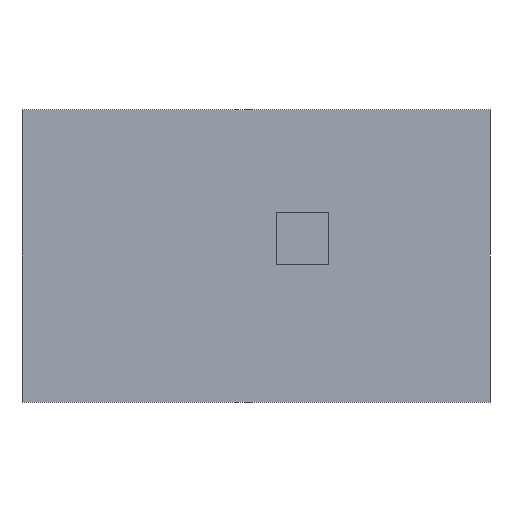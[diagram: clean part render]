
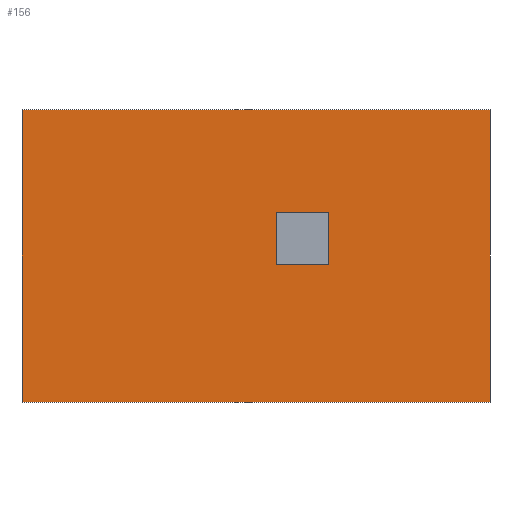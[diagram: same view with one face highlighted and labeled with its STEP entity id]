
A CAD part, left-side view. The second image highlights one B-rep face of the part: STEP entity #156.
In plain terms, the highlighted planar face has unit normal (-1, 0, 0).
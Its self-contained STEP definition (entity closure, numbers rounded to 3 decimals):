
#83=CARTESIAN_POINT('',(116.4,87.706,7.8));
#84=DIRECTION('',(-1.,0.,0.));
#85=DIRECTION('',(0.,0.,1.));
#86=AXIS2_PLACEMENT_3D('',#83,#84,#85);
#87=PLANE('',#86);
#88=CARTESIAN_POINT('',(116.4,81.606,-0.5));
#89=VERTEX_POINT('',#88);
#90=CARTESIAN_POINT('',(116.4,93.606,-0.5));
#91=VERTEX_POINT('',#90);
#92=CARTESIAN_POINT('',(116.4,81.606,-0.5));
#93=DIRECTION('',(0.,1.,0.));
#94=VECTOR('',#93,12.);
#95=LINE('',#92,#94);
#96=EDGE_CURVE('',#89,#91,#95,.T.);
#97=ORIENTED_EDGE('',*,*,#96,.F.);
#98=CARTESIAN_POINT('',(116.4,81.606,7.));
#99=VERTEX_POINT('',#98);
#100=CARTESIAN_POINT('',(116.4,81.606,7.));
#101=DIRECTION('',(0.,0.,-1.));
#102=VECTOR('',#101,7.5);
#103=LINE('',#100,#102);
#104=EDGE_CURVE('',#99,#89,#103,.T.);
#105=ORIENTED_EDGE('',*,*,#104,.F.);
#106=CARTESIAN_POINT('',(116.4,93.606,7.));
#107=VERTEX_POINT('',#106);
#108=CARTESIAN_POINT('',(116.4,81.606,7.));
#109=DIRECTION('',(0.,1.,0.));
#110=VECTOR('',#109,12.);
#111=LINE('',#108,#110);
#112=EDGE_CURVE('',#99,#107,#111,.T.);
#113=ORIENTED_EDGE('',*,*,#112,.T.);
#114=CARTESIAN_POINT('',(116.4,93.606,7.));
#115=DIRECTION('',(0.,0.,-1.));
#116=VECTOR('',#115,7.5);
#117=LINE('',#114,#116);
#118=EDGE_CURVE('',#107,#91,#117,.T.);
#119=ORIENTED_EDGE('',*,*,#118,.T.);
#120=EDGE_LOOP('',(#97,#105,#113,#119));
#121=FACE_BOUND('',#120,.T.);
#122=CARTESIAN_POINT('',(116.4,87.077,3.025));
#123=VERTEX_POINT('',#122);
#124=CARTESIAN_POINT('',(116.4,87.077,4.365));
#125=VERTEX_POINT('',#124);
#126=CARTESIAN_POINT('',(116.4,87.077,3.025));
#127=DIRECTION('',(0.,0.,1.));
#128=VECTOR('',#127,1.34);
#129=LINE('',#126,#128);
#130=EDGE_CURVE('',#123,#125,#129,.T.);
#131=ORIENTED_EDGE('',*,*,#130,.T.);
#132=CARTESIAN_POINT('',(116.4,85.737,4.365));
#133=VERTEX_POINT('',#132);
#134=CARTESIAN_POINT('',(116.4,87.077,4.365));
#135=DIRECTION('',(0.,-1.,-0.));
#136=VECTOR('',#135,1.34);
#137=LINE('',#134,#136);
#138=EDGE_CURVE('',#125,#133,#137,.T.);
#139=ORIENTED_EDGE('',*,*,#138,.T.);
#140=CARTESIAN_POINT('',(116.4,85.737,3.025));
#141=VERTEX_POINT('',#140);
#142=CARTESIAN_POINT('',(116.4,85.737,4.365));
#143=DIRECTION('',(0.,0.,-1.));
#144=VECTOR('',#143,1.34);
#145=LINE('',#142,#144);
#146=EDGE_CURVE('',#133,#141,#145,.T.);
#147=ORIENTED_EDGE('',*,*,#146,.T.);
#148=CARTESIAN_POINT('',(116.4,85.737,3.025));
#149=DIRECTION('',(0.,1.,0.));
#150=VECTOR('',#149,1.34);
#151=LINE('',#148,#150);
#152=EDGE_CURVE('',#141,#123,#151,.T.);
#153=ORIENTED_EDGE('',*,*,#152,.T.);
#154=EDGE_LOOP('',(#131,#139,#147,#153));
#155=FACE_BOUND('',#154,.T.);
#156=ADVANCED_FACE('',(#121,#155),#87,.T.);
